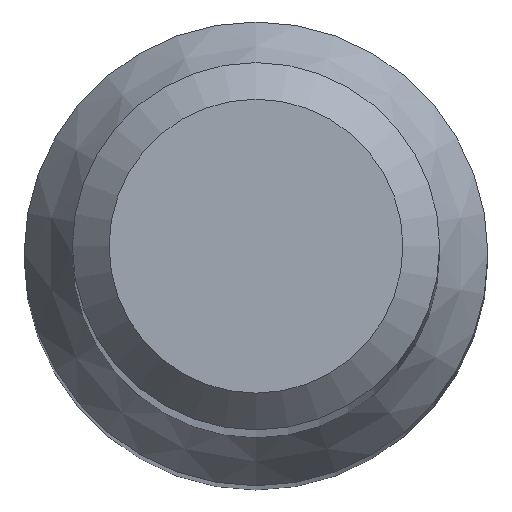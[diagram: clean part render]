
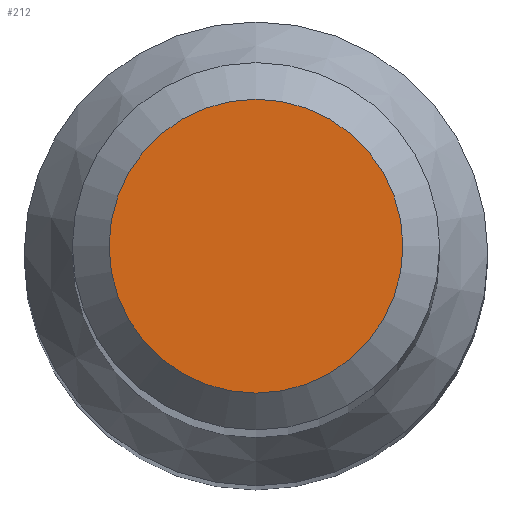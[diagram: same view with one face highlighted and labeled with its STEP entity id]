
A CAD part, top view. The second image highlights one B-rep face of the part: STEP entity #212.
In plain terms, the highlighted planar face has unit normal (0, 0, 1).
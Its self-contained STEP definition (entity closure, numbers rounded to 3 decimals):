
#38 = VERTEX_POINT ( 'NONE', #189 ) ;
#46 = PLANE ( 'NONE',  #216 ) ;
#66 = AXIS2_PLACEMENT_3D ( 'NONE', #199, #180, #108 ) ;
#82 = CARTESIAN_POINT ( 'NONE',  ( 0., 0., 56. ) ) ;
#108 = DIRECTION ( 'NONE',  ( 0., 1., 0. ) ) ;
#133 = EDGE_LOOP ( 'NONE', ( #153 ) ) ;
#153 = ORIENTED_EDGE ( 'NONE', *, *, #170, .F. ) ;
#161 = DIRECTION ( 'NONE',  ( 0., 0., -1. ) ) ;
#170 = EDGE_CURVE ( 'NONE', #38, #38, #172, .T. ) ;
#172 = CIRCLE ( 'NONE', #66, 1.2 ) ;
#180 = DIRECTION ( 'NONE',  ( 0., 0., -1. ) ) ;
#189 = CARTESIAN_POINT ( 'NONE',  ( 0., 1.2, 56. ) ) ;
#199 = CARTESIAN_POINT ( 'NONE',  ( 0., 0., 56. ) ) ;
#212 = ADVANCED_FACE ( 'NONE', ( #243 ), #46, .F. ) ;
#216 = AXIS2_PLACEMENT_3D ( 'NONE', #82, #161, #239 ) ;
#239 = DIRECTION ( 'NONE',  ( 0., 1., 0. ) ) ;
#243 = FACE_OUTER_BOUND ( 'NONE', #133, .T. ) ;
